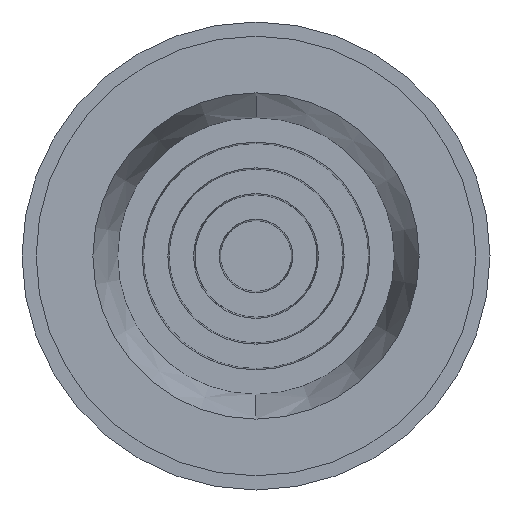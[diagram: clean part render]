
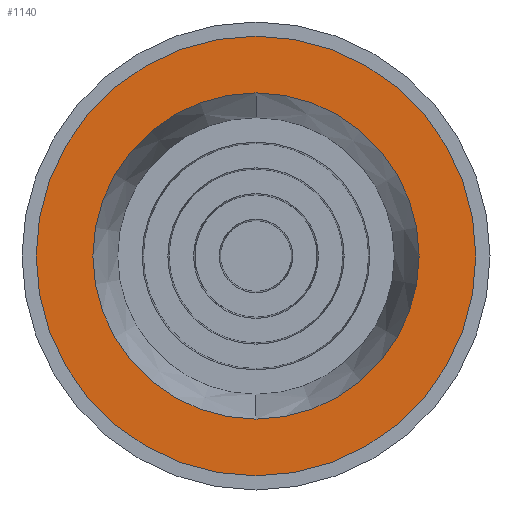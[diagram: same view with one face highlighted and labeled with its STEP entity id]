
A CAD part, left-side view. The second image highlights one B-rep face of the part: STEP entity #1140.
In plain terms, the highlighted planar face has unit normal (-1, 0, 0).
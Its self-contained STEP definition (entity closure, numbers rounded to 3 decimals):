
#26 = CARTESIAN_POINT ( 'NONE',  ( -10., 15.5, 0. ) ) ;
#86 = DIRECTION ( 'NONE',  ( 0., -1., 0. ) ) ;
#92 = DIRECTION ( 'NONE',  ( -1., 0., 0. ) ) ;
#140 = AXIS2_PLACEMENT_3D ( 'NONE', #313, #307, #300 ) ;
#141 = CIRCLE ( 'NONE', #988, 15.5 ) ;
#164 = CARTESIAN_POINT ( 'NONE',  ( -10., 15.5, 0. ) ) ;
#198 = EDGE_LOOP ( 'NONE', ( #947, #1020 ) ) ;
#202 = PLANE ( 'NONE',  #468 ) ;
#249 = EDGE_CURVE ( 'NONE', #451, #1090, #486, .T. ) ;
#300 = DIRECTION ( 'NONE',  ( 0., 0., 1. ) ) ;
#307 = DIRECTION ( 'NONE',  ( -1., 0., 0. ) ) ;
#313 = CARTESIAN_POINT ( 'NONE',  ( -10., 0., 0. ) ) ;
#339 = DIRECTION ( 'NONE',  ( 0., 0., 1. ) ) ;
#404 = CIRCLE ( 'NONE', #140, 11.5 ) ;
#431 = DIRECTION ( 'NONE',  ( -1., 0., 0. ) ) ;
#432 = CIRCLE ( 'NONE', #1077, 11.5 ) ;
#451 = VERTEX_POINT ( 'NONE', #26 ) ;
#468 = AXIS2_PLACEMENT_3D ( 'NONE', #164, #92, #86 ) ;
#480 = CARTESIAN_POINT ( 'NONE',  ( -10., -15.5, 0. ) ) ;
#481 = VERTEX_POINT ( 'NONE', #662 ) ;
#486 = CIRCLE ( 'NONE', #827, 15.5 ) ;
#489 = EDGE_CURVE ( 'NONE', #1090, #451, #141, .T. ) ;
#568 = EDGE_CURVE ( 'NONE', #481, #1005, #404, .T. ) ;
#616 = CARTESIAN_POINT ( 'NONE',  ( -10., 0., 0. ) ) ;
#662 = CARTESIAN_POINT ( 'NONE',  ( -10., 0., 11.5 ) ) ;
#702 = FACE_BOUND ( 'NONE', #882, .T. ) ;
#734 = ORIENTED_EDGE ( 'NONE', *, *, #568, .F. ) ;
#748 = EDGE_CURVE ( 'NONE', #1005, #481, #432, .T. ) ;
#761 = CARTESIAN_POINT ( 'NONE',  ( -10., 0., -11.5 ) ) ;
#810 = ORIENTED_EDGE ( 'NONE', *, *, #748, .F. ) ;
#827 = AXIS2_PLACEMENT_3D ( 'NONE', #1028, #997, #994 ) ;
#882 = EDGE_LOOP ( 'NONE', ( #734, #810 ) ) ;
#947 = ORIENTED_EDGE ( 'NONE', *, *, #249, .F. ) ;
#975 = FACE_OUTER_BOUND ( 'NONE', #198, .T. ) ;
#988 = AXIS2_PLACEMENT_3D ( 'NONE', #1141, #1119, #1110 ) ;
#994 = DIRECTION ( 'NONE',  ( 0., 1., 0. ) ) ;
#997 = DIRECTION ( 'NONE',  ( 1., 0., 0. ) ) ;
#1005 = VERTEX_POINT ( 'NONE', #761 ) ;
#1020 = ORIENTED_EDGE ( 'NONE', *, *, #489, .F. ) ;
#1028 = CARTESIAN_POINT ( 'NONE',  ( -10., 0., 0. ) ) ;
#1077 = AXIS2_PLACEMENT_3D ( 'NONE', #616, #431, #339 ) ;
#1090 = VERTEX_POINT ( 'NONE', #480 ) ;
#1110 = DIRECTION ( 'NONE',  ( 0., 1., 0. ) ) ;
#1119 = DIRECTION ( 'NONE',  ( 1., 0., 0. ) ) ;
#1140 = ADVANCED_FACE ( 'NONE', ( #975, #702 ), #202, .T. ) ;
#1141 = CARTESIAN_POINT ( 'NONE',  ( -10., 0., 0. ) ) ;
